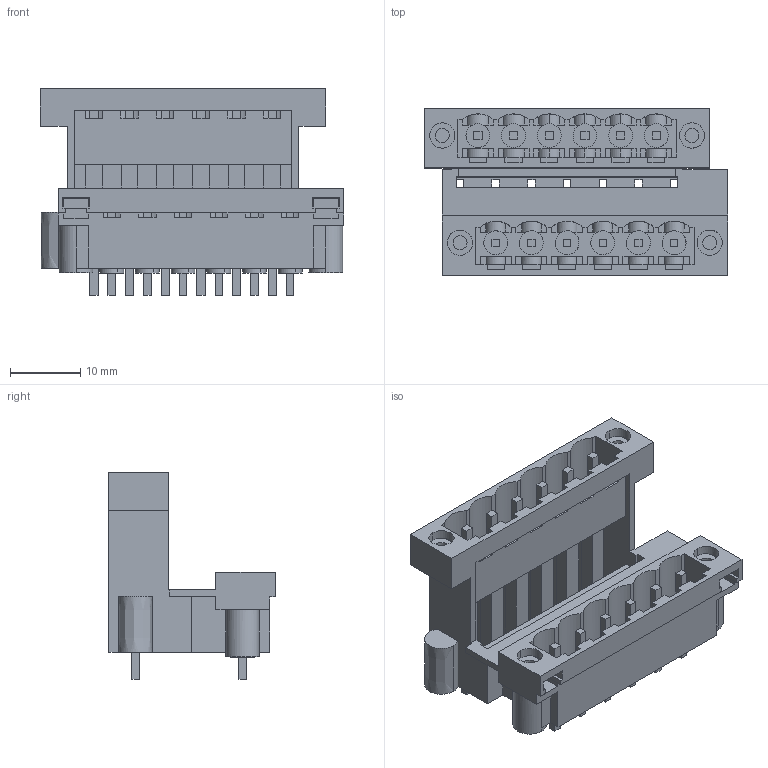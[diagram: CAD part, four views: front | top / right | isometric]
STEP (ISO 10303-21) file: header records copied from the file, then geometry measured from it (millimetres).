
FILE_DESCRIPTION(('CATIA V5 STEP Exchange','CAx-IF Rec.Pracs.--- Model Styling and Organization---1.2---2011-12-15'),'2;1');
FILE_NAME ('D1456890_0_1828810000_1828810000.stp','2018-04-19T11:25:58+00:00',('none'),('Weidmueller'),'CATIA Version 5-6 Release 2014','CATIA V5 STEP AP214','none');
FILE_SCHEMA(('AUTOMOTIVE_DESIGN { 1 0 10303 214 1 1 1 1 }'));
Length unit declared in the file: millimetre
Products named in the file (1): 1828810000
Bounding box: 43.18 x 23.67 x 29.36 mm (x, y, z)
Volume: 6058.3 mm3; surface area: 11712.9 mm2
Topology: 17 solids, 23 shells, 689 faces, 2138 edges, 1478 vertices
Faces by surface type: plane 567, cylinder 118, extrusion 4
Entity records: 23202 total; most frequent: CARTESIAN_POINT 5195, ORIENTED_EDGE 4276, DIRECTION 2840, EDGE_CURVE 2138, VECTOR 1740, LINE 1736, VERTEX_POINT 1478, EDGE_LOOP 752
